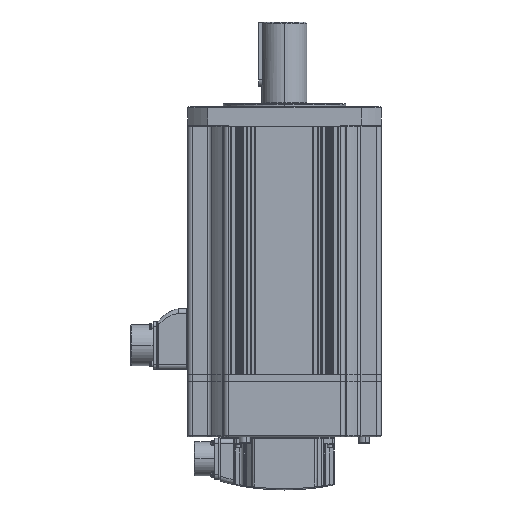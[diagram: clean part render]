
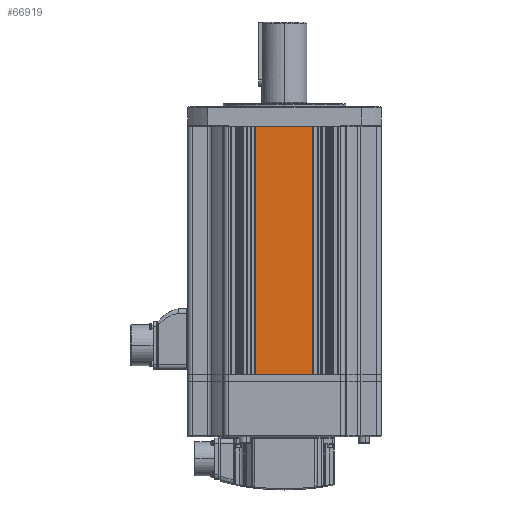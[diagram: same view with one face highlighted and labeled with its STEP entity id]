
A CAD part, left-side view. The second image highlights one B-rep face of the part: STEP entity #66919.
In plain terms, the highlighted planar face has unit normal (-1, 0, 0).
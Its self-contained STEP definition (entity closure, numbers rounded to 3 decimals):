
#4231 = EDGE_LOOP ( 'NONE', ( #71934, #71859, #71948, #70712 ) ) ;
#31540 = EDGE_CURVE ( 'NONE', #56138, #58690, #83074, .T. ) ;
#34236 = CARTESIAN_POINT ( 'NONE',  ( -90., 26.5, 0. ) ) ;
#34780 = CARTESIAN_POINT ( 'NONE',  ( -90., -26.5, -231. ) ) ;
#34970 = CARTESIAN_POINT ( 'NONE',  ( -90., 26.5, -231. ) ) ;
#35590 = CARTESIAN_POINT ( 'NONE',  ( -90., -26.5, 0. ) ) ;
#40401 = EDGE_CURVE ( 'NONE', #56138, #56736, #88582, .T. ) ;
#40485 = EDGE_CURVE ( 'NONE', #56736, #56675, #87736, .T. ) ;
#40522 = EDGE_CURVE ( 'NONE', #58690, #56675, #87835, .T. ) ;
#56138 = VERTEX_POINT ( 'NONE', #34236 ) ;
#56675 = VERTEX_POINT ( 'NONE', #34780 ) ;
#56736 = VERTEX_POINT ( 'NONE', #34970 ) ;
#58690 = VERTEX_POINT ( 'NONE', #35590 ) ;
#66919 = ADVANCED_FACE ( 'NONE', ( #106985 ), #106989, .F. ) ;
#70712 = ORIENTED_EDGE ( 'NONE', *, *, #40401, .T. ) ;
#71859 = ORIENTED_EDGE ( 'NONE', *, *, #40522, .F. ) ;
#71934 = ORIENTED_EDGE ( 'NONE', *, *, #40485, .T. ) ;
#71948 = ORIENTED_EDGE ( 'NONE', *, *, #31540, .F. ) ;
#82116 = VECTOR ( 'NONE', #83124, 1000. ) ;
#83074 = LINE ( 'NONE', #83131, #82116 ) ;
#83124 = DIRECTION ( 'NONE',  ( 0., -1., 0. ) ) ;
#83131 = CARTESIAN_POINT ( 'NONE',  ( -90., 0., 0. ) ) ;
#87731 = DIRECTION ( 'NONE',  ( 0., -1., 0. ) ) ;
#87736 = LINE ( 'NONE', #87747, #116672 ) ;
#87747 = CARTESIAN_POINT ( 'NONE',  ( -90., -26.5, -231. ) ) ;
#87835 = LINE ( 'NONE', #87846, #116719 ) ;
#87846 = CARTESIAN_POINT ( 'NONE',  ( -90., -26.5, 0. ) ) ;
#87862 = DIRECTION ( 'NONE',  ( 0., 0., -1. ) ) ;
#88582 = LINE ( 'NONE', #88585, #116606 ) ;
#88585 = CARTESIAN_POINT ( 'NONE',  ( -90., 26.5, 0. ) ) ;
#88614 = DIRECTION ( 'NONE',  ( 0., 0., -1. ) ) ;
#106985 = FACE_OUTER_BOUND ( 'NONE', #4231, .T. ) ;
#106989 = PLANE ( 'NONE',  #117995 ) ;
#107001 = CARTESIAN_POINT ( 'NONE',  ( -90., -26.5, 0. ) ) ;
#107003 = DIRECTION ( 'NONE',  ( 1., 0., 0. ) ) ;
#107005 = DIRECTION ( 'NONE',  ( 0., 1., 0. ) ) ;
#116606 = VECTOR ( 'NONE', #88614, 1000. ) ;
#116672 = VECTOR ( 'NONE', #87731, 1000. ) ;
#116719 = VECTOR ( 'NONE', #87862, 1000. ) ;
#117995 = AXIS2_PLACEMENT_3D ( 'NONE', #107001, #107003, #107005 ) ;
